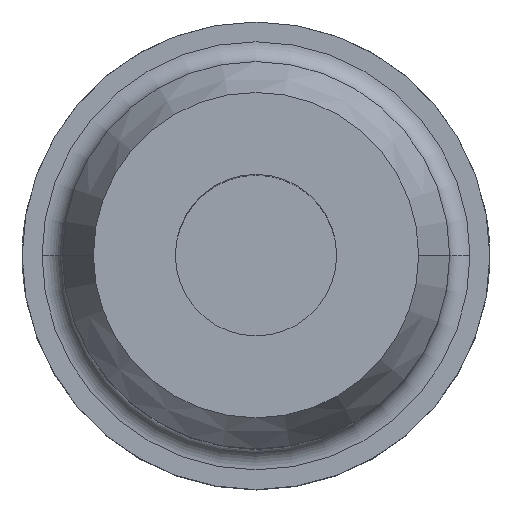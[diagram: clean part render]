
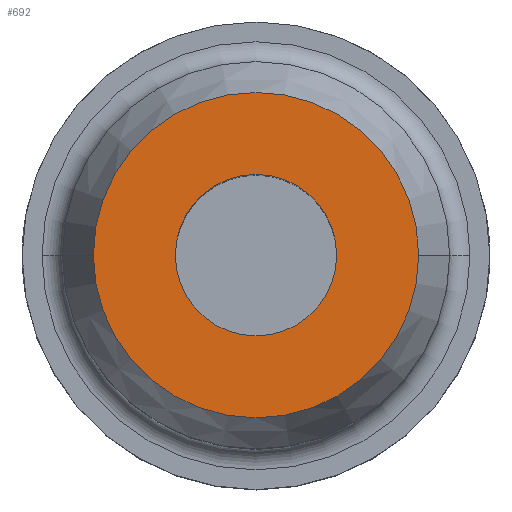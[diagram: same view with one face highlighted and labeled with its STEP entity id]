
A CAD part, top view. The second image highlights one B-rep face of the part: STEP entity #692.
In plain terms, the highlighted planar face has unit normal (0, 0, 1).
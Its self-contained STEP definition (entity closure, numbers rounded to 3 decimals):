
#13 = DIRECTION ( 'NONE',  ( -1., 0., 0. ) ) ;
#62 = DIRECTION ( 'NONE',  ( -1., 0., 0. ) ) ;
#135 = EDGE_CURVE ( 'NONE', #564, #694, #919, .T. ) ;
#145 = CARTESIAN_POINT ( 'NONE',  ( -7.937, 0., 60. ) ) ;
#234 = CARTESIAN_POINT ( 'NONE',  ( 0., 0., 60. ) ) ;
#242 = FACE_BOUND ( 'NONE', #342, .T. ) ;
#260 = ORIENTED_EDGE ( 'NONE', *, *, #1502, .T. ) ;
#335 = DIRECTION ( 'NONE',  ( 0., 0., -1. ) ) ;
#342 = EDGE_LOOP ( 'NONE', ( #922, #260 ) ) ;
#361 = DIRECTION ( 'NONE',  ( -1., 0., 0. ) ) ;
#362 = AXIS2_PLACEMENT_3D ( 'NONE', #622, #1482, #13 ) ;
#435 = DIRECTION ( 'NONE',  ( 0., 0., -1. ) ) ;
#442 = DIRECTION ( 'NONE',  ( -1., 0., 0. ) ) ;
#550 = PLANE ( 'NONE',  #629 ) ;
#558 = EDGE_CURVE ( 'NONE', #1557, #1366, #1367, .T. ) ;
#564 = VERTEX_POINT ( 'NONE', #145 ) ;
#622 = CARTESIAN_POINT ( 'NONE',  ( 0., 0., 60. ) ) ;
#629 = AXIS2_PLACEMENT_3D ( 'NONE', #1104, #722, #361 ) ;
#665 = CIRCLE ( 'NONE', #1338, 16. ) ;
#692 = ADVANCED_FACE ( 'NONE', ( #242, #828 ), #550, .F. ) ;
#694 = VERTEX_POINT ( 'NONE', #893 ) ;
#722 = DIRECTION ( 'NONE',  ( 0., 0., -1. ) ) ;
#764 = EDGE_LOOP ( 'NONE', ( #1532, #1201 ) ) ;
#828 = FACE_OUTER_BOUND ( 'NONE', #764, .T. ) ;
#893 = CARTESIAN_POINT ( 'NONE',  ( 7.937, 0., 60. ) ) ;
#919 = CIRCLE ( 'NONE', #362, 7.937 ) ;
#922 = ORIENTED_EDGE ( 'NONE', *, *, #135, .T. ) ;
#970 = CARTESIAN_POINT ( 'NONE',  ( -16., 0., 60. ) ) ;
#1017 = CARTESIAN_POINT ( 'NONE',  ( 0., 0., 60. ) ) ;
#1104 = CARTESIAN_POINT ( 'NONE',  ( 0., 16., 60. ) ) ;
#1201 = ORIENTED_EDGE ( 'NONE', *, *, #558, .F. ) ;
#1204 = EDGE_CURVE ( 'NONE', #1366, #1557, #665, .T. ) ;
#1226 = AXIS2_PLACEMENT_3D ( 'NONE', #234, #335, #442 ) ;
#1229 = AXIS2_PLACEMENT_3D ( 'NONE', #1017, #1480, #1376 ) ;
#1274 = CARTESIAN_POINT ( 'NONE',  ( 0., 0., 60. ) ) ;
#1338 = AXIS2_PLACEMENT_3D ( 'NONE', #1274, #435, #62 ) ;
#1366 = VERTEX_POINT ( 'NONE', #970 ) ;
#1367 = CIRCLE ( 'NONE', #1229, 16. ) ;
#1376 = DIRECTION ( 'NONE',  ( -1., 0., 0. ) ) ;
#1480 = DIRECTION ( 'NONE',  ( 0., 0., -1. ) ) ;
#1481 = CIRCLE ( 'NONE', #1226, 7.937 ) ;
#1482 = DIRECTION ( 'NONE',  ( 0., 0., -1. ) ) ;
#1502 = EDGE_CURVE ( 'NONE', #694, #564, #1481, .T. ) ;
#1532 = ORIENTED_EDGE ( 'NONE', *, *, #1204, .F. ) ;
#1550 = CARTESIAN_POINT ( 'NONE',  ( 16., 0., 60. ) ) ;
#1557 = VERTEX_POINT ( 'NONE', #1550 ) ;
